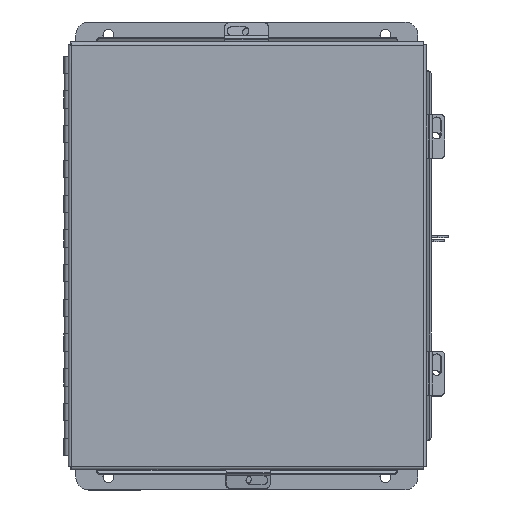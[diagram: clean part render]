
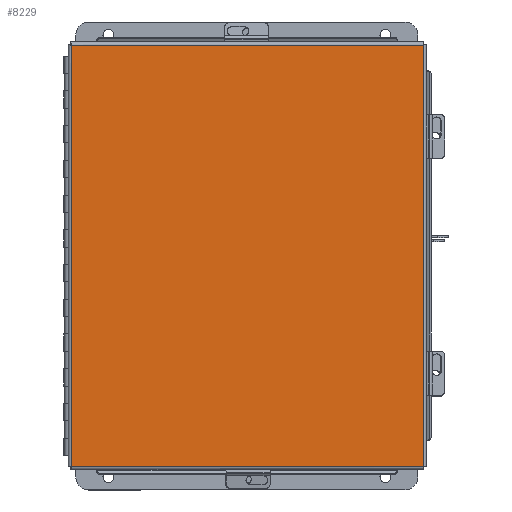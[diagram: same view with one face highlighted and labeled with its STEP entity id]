
A CAD part, top view. The second image highlights one B-rep face of the part: STEP entity #8229.
In plain terms, the highlighted face is planar.
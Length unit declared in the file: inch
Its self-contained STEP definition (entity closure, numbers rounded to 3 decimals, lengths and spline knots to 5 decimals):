
#87 = ORIENTED_EDGE ( 'NONE', *, *, #14188, .T. ) ;
#1021 = CARTESIAN_POINT ( 'NONE',  ( -5.06855, -6.07448, -0.0747 ) ) ;
#1439 = VERTEX_POINT ( 'NONE', #16053 ) ;
#1980 = DIRECTION ( 'NONE',  ( -1., 0., 0. ) ) ;
#1999 = DIRECTION ( 'NONE',  ( 0., -1., 0. ) ) ;
#2276 = ORIENTED_EDGE ( 'NONE', *, *, #5512, .T. ) ;
#2494 = VERTEX_POINT ( 'NONE', #7839 ) ;
#2748 = CARTESIAN_POINT ( 'NONE',  ( -5.07448, 6.06855, -0.0747 ) ) ;
#2912 = EDGE_LOOP ( 'NONE', ( #87, #2276, #3202, #4899 ) ) ;
#3202 = ORIENTED_EDGE ( 'NONE', *, *, #11776, .T. ) ;
#3334 = LINE ( 'NONE', #1021, #13341 ) ;
#3366 = VERTEX_POINT ( 'NONE', #4850 ) ;
#3917 = PLANE ( 'NONE',  #6091 ) ;
#4850 = CARTESIAN_POINT ( 'NONE',  ( -5.06855, -6.06855, -0.0747 ) ) ;
#4899 = ORIENTED_EDGE ( 'NONE', *, *, #17186, .T. ) ;
#5135 = VECTOR ( 'NONE', #12277, 39.37008 ) ;
#5512 = EDGE_CURVE ( 'NONE', #1439, #2494, #12367, .T. ) ;
#6091 = AXIS2_PLACEMENT_3D ( 'NONE', #13414, #14814, #6624 ) ;
#6624 = DIRECTION ( 'NONE',  ( -1., 0., 0. ) ) ;
#7839 = CARTESIAN_POINT ( 'NONE',  ( 5.06855, -6.06855, -0.0747 ) ) ;
#7841 = DIRECTION ( 'NONE',  ( 0., 1., 0. ) ) ;
#7897 = LINE ( 'NONE', #2748, #5135 ) ;
#7900 = VECTOR ( 'NONE', #1999, 39.37008 ) ;
#8229 = ADVANCED_FACE ( 'NONE', ( #13379 ), #3917, .T. ) ;
#9645 = VECTOR ( 'NONE', #1980, 39.37008 ) ;
#10169 = CARTESIAN_POINT ( 'NONE',  ( 5.06855, 6.07448, -0.0747 ) ) ;
#10452 = VERTEX_POINT ( 'NONE', #13673 ) ;
#11776 = EDGE_CURVE ( 'NONE', #2494, #3366, #13704, .T. ) ;
#12277 = DIRECTION ( 'NONE',  ( 1., 0., 0. ) ) ;
#12367 = LINE ( 'NONE', #10169, #7900 ) ;
#13341 = VECTOR ( 'NONE', #7841, 39.37008 ) ;
#13379 = FACE_OUTER_BOUND ( 'NONE', #2912, .T. ) ;
#13414 = CARTESIAN_POINT ( 'NONE',  ( 0., 0., -0.0747 ) ) ;
#13673 = CARTESIAN_POINT ( 'NONE',  ( -5.06855, 6.06855, -0.0747 ) ) ;
#13704 = LINE ( 'NONE', #14295, #9645 ) ;
#14188 = EDGE_CURVE ( 'NONE', #10452, #1439, #7897, .T. ) ;
#14295 = CARTESIAN_POINT ( 'NONE',  ( 5.07448, -6.06855, -0.0747 ) ) ;
#14814 = DIRECTION ( 'NONE',  ( 0., 0., -1. ) ) ;
#16053 = CARTESIAN_POINT ( 'NONE',  ( 5.06855, 6.06855, -0.0747 ) ) ;
#17186 = EDGE_CURVE ( 'NONE', #3366, #10452, #3334, .T. ) ;
